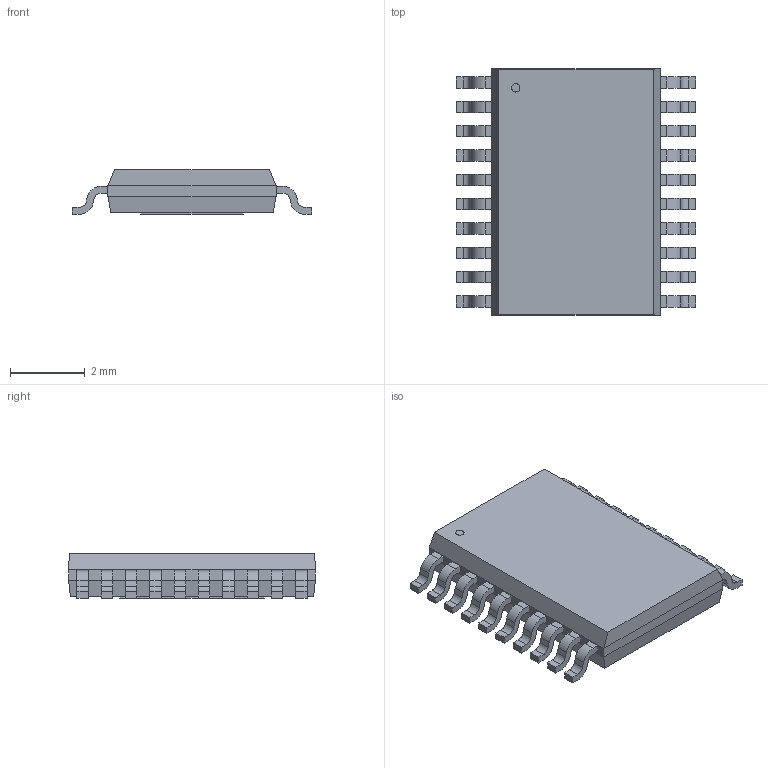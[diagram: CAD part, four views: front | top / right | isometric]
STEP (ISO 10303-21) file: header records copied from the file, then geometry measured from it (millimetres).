
FILE_DESCRIPTION(('STEP AP214'),'1');
FILE_NAME('TSSOP-20_FECB_LIT','2025-12-08T03:02:38',(''),(''),'','','');
FILE_SCHEMA(('AUTOMOTIVE_DESIGN'));
Length unit declared in the file: millimetre
Products named in the file (1): product
Bounding box: 6.4 x 6.6 x 1.2 mm (x, y, z)
Volume: 35 mm3; surface area: 130 mm2
Topology: 23 solids, 23 shells, 303 faces, 763 edges, 506 vertices
Faces by surface type: plane 222, cylinder 81
Full cylindrical faces by diameter (mm): 0.225 x1
Entity records: 8781 total; most frequent: DIRECTION 1534, ORIENTED_EDGE 1524, CARTESIAN_POINT 893, EDGE_CURVE 762, LINE 600, VECTOR 600, VERTEX_POINT 506, AXIS2_PLACEMENT_3D 467
